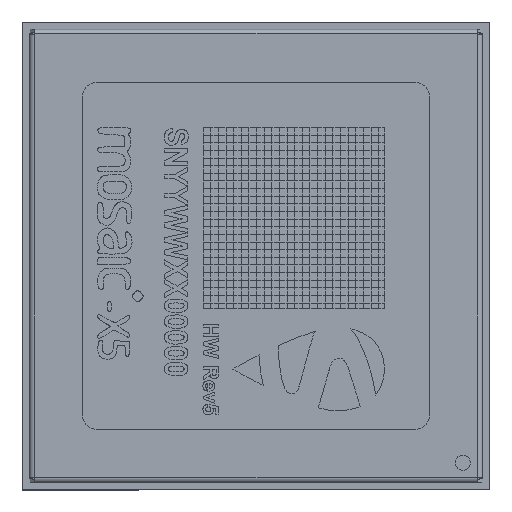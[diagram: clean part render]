
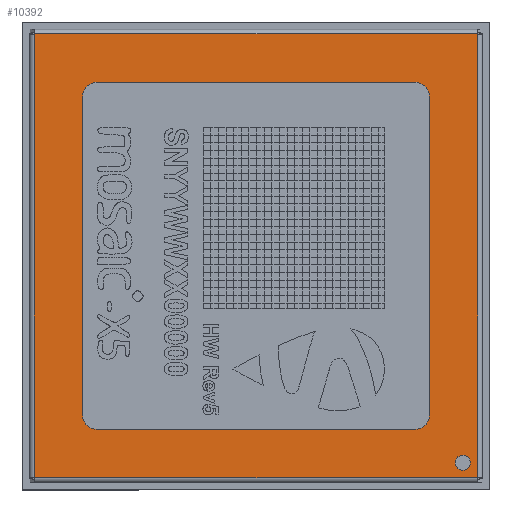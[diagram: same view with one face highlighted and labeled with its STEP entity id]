
A CAD part, top view. The second image highlights one B-rep face of the part: STEP entity #10392.
In plain terms, the highlighted face is planar.
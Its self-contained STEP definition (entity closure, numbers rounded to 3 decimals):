
#7387 = VERTEX_POINT('',#7388);
#7388 = CARTESIAN_POINT('',(13.7,3.2,-14.2));
#7406 = VERTEX_POINT('',#7407);
#7407 = CARTESIAN_POINT('',(13.7,3.2,-13.2));
#7413 = EDGE_CURVE('',#7387,#7406,#7414,.T.);
#7414 = CIRCLE('',#7415,0.5);
#7415 = AXIS2_PLACEMENT_3D('',#7416,#7417,#7418);
#7416 = CARTESIAN_POINT('',(13.7,3.2,-13.7));
#7417 = DIRECTION('',(0.,1.,0.));
#7418 = DIRECTION('',(0.,-0.,1.));
#10392 = ADVANCED_FACE('',(#10393,#10403),#10473,.F.);
#10393 = FACE_BOUND('',#10394,.T.);
#10394 = EDGE_LOOP('',(#10395,#10396));
#10395 = ORIENTED_EDGE('',*,*,#7413,.F.);
#10396 = ORIENTED_EDGE('',*,*,#10397,.F.);
#10397 = EDGE_CURVE('',#7406,#7387,#10398,.T.);
#10398 = CIRCLE('',#10399,0.5);
#10399 = AXIS2_PLACEMENT_3D('',#10400,#10401,#10402);
#10400 = CARTESIAN_POINT('',(13.7,3.2,-13.7));
#10401 = DIRECTION('',(0.,1.,0.));
#10402 = DIRECTION('',(0.,-0.,1.));
#10403 = FACE_BOUND('',#10404,.T.);
#10404 = EDGE_LOOP('',(#10405,#10415,#10424,#10432,#10441,#10449,#10458,
    #10466));
#10405 = ORIENTED_EDGE('',*,*,#10406,.T.);
#10406 = EDGE_CURVE('',#10407,#10409,#10411,.T.);
#10407 = VERTEX_POINT('',#10408);
#10408 = CARTESIAN_POINT('',(-14.663,3.2,14.7));
#10409 = VERTEX_POINT('',#10410);
#10410 = CARTESIAN_POINT('',(14.663,3.2,14.7));
#10411 = LINE('',#10412,#10413);
#10412 = CARTESIAN_POINT('',(0.,3.2,14.7));
#10413 = VECTOR('',#10414,1.);
#10414 = DIRECTION('',(1.,0.,0.));
#10415 = ORIENTED_EDGE('',*,*,#10416,.T.);
#10416 = EDGE_CURVE('',#10409,#10417,#10419,.T.);
#10417 = VERTEX_POINT('',#10418);
#10418 = CARTESIAN_POINT('',(14.7,3.2,14.663));
#10419 = CIRCLE('',#10420,0.1);
#10420 = AXIS2_PLACEMENT_3D('',#10421,#10422,#10423);
#10421 = CARTESIAN_POINT('',(14.75,3.2,14.75));
#10422 = DIRECTION('',(0.,-1.,0.));
#10423 = DIRECTION('',(0.,0.,-1.));
#10424 = ORIENTED_EDGE('',*,*,#10425,.T.);
#10425 = EDGE_CURVE('',#10417,#10426,#10428,.T.);
#10426 = VERTEX_POINT('',#10427);
#10427 = CARTESIAN_POINT('',(14.7,3.2,-14.663));
#10428 = LINE('',#10429,#10430);
#10429 = CARTESIAN_POINT('',(14.7,3.2,0.));
#10430 = VECTOR('',#10431,1.);
#10431 = DIRECTION('',(0.,0.,-1.));
#10432 = ORIENTED_EDGE('',*,*,#10433,.T.);
#10433 = EDGE_CURVE('',#10426,#10434,#10436,.T.);
#10434 = VERTEX_POINT('',#10435);
#10435 = CARTESIAN_POINT('',(14.663,3.2,-14.7));
#10436 = CIRCLE('',#10437,0.1);
#10437 = AXIS2_PLACEMENT_3D('',#10438,#10439,#10440);
#10438 = CARTESIAN_POINT('',(14.75,3.2,-14.75));
#10439 = DIRECTION('',(0.,-1.,0.));
#10440 = DIRECTION('',(0.,0.,-1.));
#10441 = ORIENTED_EDGE('',*,*,#10442,.T.);
#10442 = EDGE_CURVE('',#10434,#10443,#10445,.T.);
#10443 = VERTEX_POINT('',#10444);
#10444 = CARTESIAN_POINT('',(-14.663,3.2,-14.7));
#10445 = LINE('',#10446,#10447);
#10446 = CARTESIAN_POINT('',(0.,3.2,-14.7));
#10447 = VECTOR('',#10448,1.);
#10448 = DIRECTION('',(-1.,0.,0.));
#10449 = ORIENTED_EDGE('',*,*,#10450,.T.);
#10450 = EDGE_CURVE('',#10443,#10451,#10453,.T.);
#10451 = VERTEX_POINT('',#10452);
#10452 = CARTESIAN_POINT('',(-14.7,3.2,-14.663));
#10453 = CIRCLE('',#10454,0.1);
#10454 = AXIS2_PLACEMENT_3D('',#10455,#10456,#10457);
#10455 = CARTESIAN_POINT('',(-14.75,3.2,-14.75));
#10456 = DIRECTION('',(0.,-1.,0.));
#10457 = DIRECTION('',(0.,0.,-1.));
#10458 = ORIENTED_EDGE('',*,*,#10459,.T.);
#10459 = EDGE_CURVE('',#10451,#10460,#10462,.T.);
#10460 = VERTEX_POINT('',#10461);
#10461 = CARTESIAN_POINT('',(-14.7,3.2,14.663));
#10462 = LINE('',#10463,#10464);
#10463 = CARTESIAN_POINT('',(-14.7,3.2,0.));
#10464 = VECTOR('',#10465,1.);
#10465 = DIRECTION('',(0.,0.,1.));
#10466 = ORIENTED_EDGE('',*,*,#10467,.T.);
#10467 = EDGE_CURVE('',#10460,#10407,#10468,.T.);
#10468 = CIRCLE('',#10469,0.1);
#10469 = AXIS2_PLACEMENT_3D('',#10470,#10471,#10472);
#10470 = CARTESIAN_POINT('',(-14.75,3.2,14.75));
#10471 = DIRECTION('',(0.,-1.,0.));
#10472 = DIRECTION('',(0.,0.,-1.));
#10473 = PLANE('',#10474);
#10474 = AXIS2_PLACEMENT_3D('',#10475,#10476,#10477);
#10475 = CARTESIAN_POINT('',(0.,3.2,0.));
#10476 = DIRECTION('',(0.,-1.,0.));
#10477 = DIRECTION('',(0.,0.,-1.));
